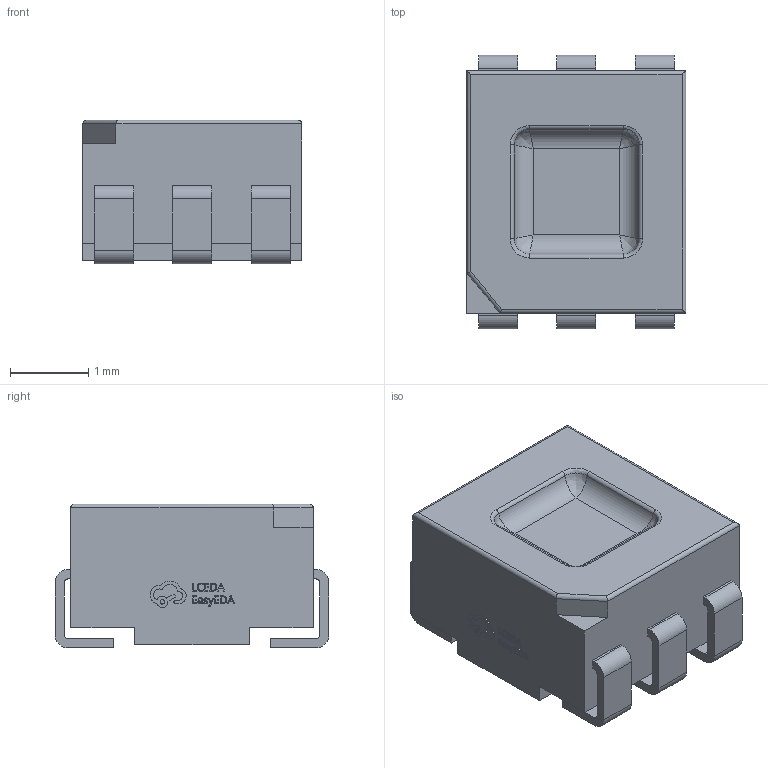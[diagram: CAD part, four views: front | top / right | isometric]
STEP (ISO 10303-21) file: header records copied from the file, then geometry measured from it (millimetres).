
FILE_DESCRIPTION (( 'STEP AP214' ), '1' );
FILE_NAME ('LED-SMD-6P_S6-3528RGBTA.step', '2022-07-08T11:50:11', ( '' ), ( '' ), 'SwSTEP 2.0', 'SolidWorks 2020', '' );
FILE_SCHEMA (( 'AUTOMOTIVE_DESIGN' ));
Length unit declared in the file: millimetre
Products named in the file (1): LED-SMD-6P_S6-3528RGBTA
Bounding box: 2.81 x 3.5 x 1.84 mm (x, y, z)
Volume: 14.5 mm3; surface area: 50.8 mm2
Topology: 1 solids, 1 shells, 399 faces, 1076 edges, 709 vertices
Faces by surface type: plane 238, bspline 122, cylinder 39
Entity records: 17743 total; most frequent: CARTESIAN_POINT 4782, ORIENTED_EDGE 2144, DIRECTION 1435, EDGE_CURVE 1072, VECTOR 759, LINE 759, VERTEX_POINT 709, EDGE_LOOP 433
